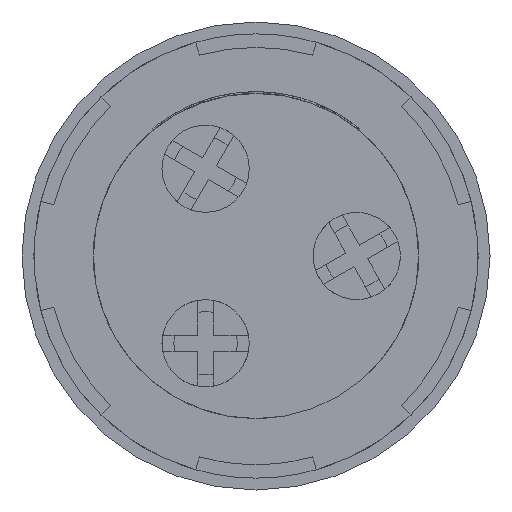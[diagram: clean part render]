
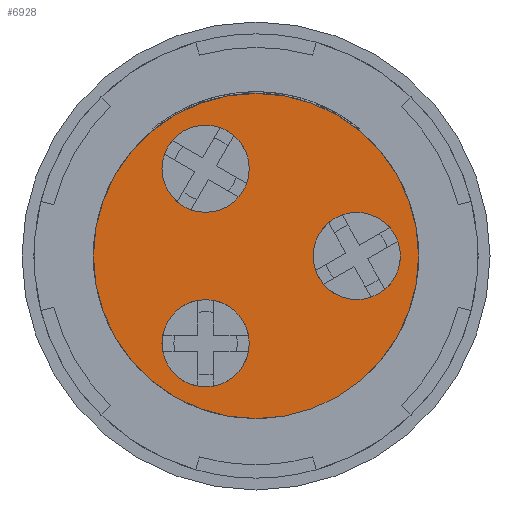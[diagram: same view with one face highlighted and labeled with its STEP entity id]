
A CAD part, front view. The second image highlights one B-rep face of the part: STEP entity #6928.
In plain terms, the highlighted planar face has unit normal (0, -1, 0).
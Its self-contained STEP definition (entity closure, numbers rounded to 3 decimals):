
#546 = CARTESIAN_POINT ( 'NONE',  ( -3.175, 0., 2.75 ) ) ;
#640 = ORIENTED_EDGE ( 'NONE', *, *, #16424, .F. ) ;
#720 = EDGE_CURVE ( 'NONE', #19274, #5556, #12848, .T. ) ;
#733 = EDGE_LOOP ( 'NONE', ( #2974, #640 ) ) ;
#754 = DIRECTION ( 'NONE',  ( 0., -1., 0. ) ) ;
#905 = ORIENTED_EDGE ( 'NONE', *, *, #9828, .F. ) ;
#1103 = CIRCLE ( 'NONE', #1703, 2.75 ) ;
#1302 = CARTESIAN_POINT ( 'NONE',  ( -3.175, 0., 5.5 ) ) ;
#1353 = CARTESIAN_POINT ( 'NONE',  ( 6.351, 0., 2.75 ) ) ;
#1703 = AXIS2_PLACEMENT_3D ( 'NONE', #8173, #17050, #3458 ) ;
#2184 = VERTEX_POINT ( 'NONE', #16632 ) ;
#2455 = DIRECTION ( 'NONE',  ( 0., 0., 1. ) ) ;
#2467 = FACE_BOUND ( 'NONE', #4009, .T. ) ;
#2895 = CARTESIAN_POINT ( 'NONE',  ( -3.175, 0., 8.25 ) ) ;
#2974 = ORIENTED_EDGE ( 'NONE', *, *, #8025, .F. ) ;
#3107 = EDGE_CURVE ( 'NONE', #9583, #3557, #9740, .T. ) ;
#3458 = DIRECTION ( 'NONE',  ( 0., 0., -1. ) ) ;
#3557 = VERTEX_POINT ( 'NONE', #6450 ) ;
#3671 = ORIENTED_EDGE ( 'NONE', *, *, #8944, .F. ) ;
#4009 = EDGE_LOOP ( 'NONE', ( #3671, #905 ) ) ;
#4103 = DIRECTION ( 'NONE',  ( 0., 1., 0. ) ) ;
#4188 = AXIS2_PLACEMENT_3D ( 'NONE', #11429, #14003, #6592 ) ;
#4216 = CIRCLE ( 'NONE', #11779, 2.75 ) ;
#4344 = AXIS2_PLACEMENT_3D ( 'NONE', #1302, #7273, #17832 ) ;
#5115 = AXIS2_PLACEMENT_3D ( 'NONE', #5516, #11512, #13007 ) ;
#5201 = CARTESIAN_POINT ( 'NONE',  ( 0., 0., 0. ) ) ;
#5516 = CARTESIAN_POINT ( 'NONE',  ( 0., 0., 0. ) ) ;
#5556 = VERTEX_POINT ( 'NONE', #546 ) ;
#5775 = CARTESIAN_POINT ( 'NONE',  ( -3.175, 0., -5.5 ) ) ;
#6079 = VERTEX_POINT ( 'NONE', #7143 ) ;
#6450 = CARTESIAN_POINT ( 'NONE',  ( 0., 0., -10.25 ) ) ;
#6592 = DIRECTION ( 'NONE',  ( 0., 0., -1. ) ) ;
#6928 = ADVANCED_FACE ( 'NONE', ( #18896, #2467, #17430, #18798 ), #12724, .F. ) ;
#7143 = CARTESIAN_POINT ( 'NONE',  ( 6.351, 0., -2.75 ) ) ;
#7273 = DIRECTION ( 'NONE',  ( 0., -1., 0. ) ) ;
#8016 = ORIENTED_EDGE ( 'NONE', *, *, #3107, .F. ) ;
#8025 = EDGE_CURVE ( 'NONE', #16186, #2184, #1103, .T. ) ;
#8173 = CARTESIAN_POINT ( 'NONE',  ( -3.175, 0., -5.5 ) ) ;
#8944 = EDGE_CURVE ( 'NONE', #6079, #10422, #10794, .T. ) ;
#9401 = EDGE_CURVE ( 'NONE', #3557, #9583, #16498, .T. ) ;
#9432 = CARTESIAN_POINT ( 'NONE',  ( -3.175, 0., -8.25 ) ) ;
#9545 = DIRECTION ( 'NONE',  ( 0., 1., 0. ) ) ;
#9583 = VERTEX_POINT ( 'NONE', #17777 ) ;
#9740 = CIRCLE ( 'NONE', #19164, 10.25 ) ;
#9828 = EDGE_CURVE ( 'NONE', #10422, #6079, #4216, .T. ) ;
#9913 = DIRECTION ( 'NONE',  ( 0., 0., -1. ) ) ;
#10053 = EDGE_LOOP ( 'NONE', ( #14392, #17040 ) ) ;
#10126 = AXIS2_PLACEMENT_3D ( 'NONE', #5775, #11580, #9913 ) ;
#10348 = EDGE_LOOP ( 'NONE', ( #11911, #8016 ) ) ;
#10422 = VERTEX_POINT ( 'NONE', #1353 ) ;
#10609 = DIRECTION ( 'NONE',  ( 0., -1., 0. ) ) ;
#10794 = CIRCLE ( 'NONE', #4188, 2.75 ) ;
#11429 = CARTESIAN_POINT ( 'NONE',  ( 6.351, 0., 0. ) ) ;
#11512 = DIRECTION ( 'NONE',  ( 0., 1., 0. ) ) ;
#11580 = DIRECTION ( 'NONE',  ( 0., -1., 0. ) ) ;
#11711 = CIRCLE ( 'NONE', #10126, 2.75 ) ;
#11779 = AXIS2_PLACEMENT_3D ( 'NONE', #12758, #754, #13830 ) ;
#11911 = ORIENTED_EDGE ( 'NONE', *, *, #9401, .F. ) ;
#12213 = DIRECTION ( 'NONE',  ( 0., 0., -1. ) ) ;
#12500 = EDGE_CURVE ( 'NONE', #5556, #19274, #15331, .T. ) ;
#12724 = PLANE ( 'NONE',  #5115 ) ;
#12758 = CARTESIAN_POINT ( 'NONE',  ( 6.351, 0., 0. ) ) ;
#12848 = CIRCLE ( 'NONE', #4344, 2.75 ) ;
#13007 = DIRECTION ( 'NONE',  ( 0., 0., 1. ) ) ;
#13830 = DIRECTION ( 'NONE',  ( 0., 0., -1. ) ) ;
#14003 = DIRECTION ( 'NONE',  ( 0., -1., 0. ) ) ;
#14392 = ORIENTED_EDGE ( 'NONE', *, *, #12500, .F. ) ;
#15049 = CARTESIAN_POINT ( 'NONE',  ( -3.175, 0., 5.5 ) ) ;
#15331 = CIRCLE ( 'NONE', #17530, 2.75 ) ;
#15960 = CARTESIAN_POINT ( 'NONE',  ( 0., 0., 0. ) ) ;
#16186 = VERTEX_POINT ( 'NONE', #9432 ) ;
#16424 = EDGE_CURVE ( 'NONE', #2184, #16186, #11711, .T. ) ;
#16498 = CIRCLE ( 'NONE', #18044, 10.25 ) ;
#16632 = CARTESIAN_POINT ( 'NONE',  ( -3.175, 0., -2.75 ) ) ;
#17040 = ORIENTED_EDGE ( 'NONE', *, *, #720, .F. ) ;
#17050 = DIRECTION ( 'NONE',  ( 0., -1., 0. ) ) ;
#17430 = FACE_BOUND ( 'NONE', #10053, .T. ) ;
#17530 = AXIS2_PLACEMENT_3D ( 'NONE', #15049, #10609, #12213 ) ;
#17777 = CARTESIAN_POINT ( 'NONE',  ( 0., 0., 10.25 ) ) ;
#17832 = DIRECTION ( 'NONE',  ( 0., 0., -1. ) ) ;
#18044 = AXIS2_PLACEMENT_3D ( 'NONE', #15960, #4103, #2455 ) ;
#18485 = DIRECTION ( 'NONE',  ( 0., 0., 1. ) ) ;
#18798 = FACE_OUTER_BOUND ( 'NONE', #10348, .T. ) ;
#18896 = FACE_BOUND ( 'NONE', #733, .T. ) ;
#19164 = AXIS2_PLACEMENT_3D ( 'NONE', #5201, #9545, #18485 ) ;
#19274 = VERTEX_POINT ( 'NONE', #2895 ) ;
